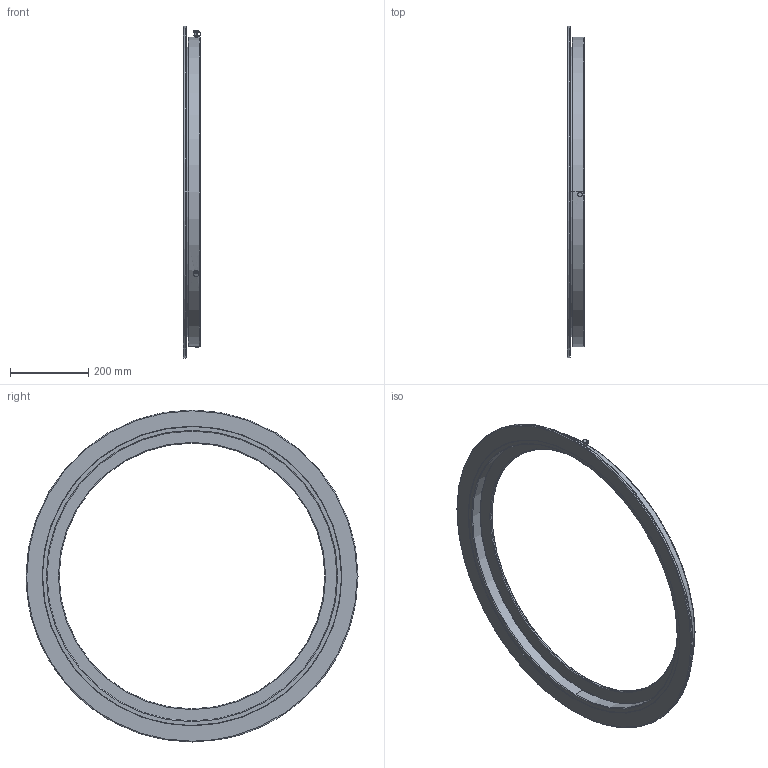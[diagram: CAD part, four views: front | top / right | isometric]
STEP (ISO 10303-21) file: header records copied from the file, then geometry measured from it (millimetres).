
FILE_DESCRIPTION (( 'STEP AP214' ), '1' );
FILE_NAME ('0014577_850-L.step', '2017-11-03T10:41:54', ( '' ), ( '' ), 'SwSTEP 2.0', 'SolidWorks 2016', '' );
FILE_SCHEMA (( 'AUTOMOTIVE_DESIGN' ));
Length unit declared in the file: inch
Products named in the file (1): 0014577_850-L
Bounding box: 45.08 x 850 x 850 mm (x, y, z)
Surface area: 645733.6 mm2 (no closed solid volume)
Topology: 0 solids, 14 shells, 112 faces, 384 edges, 284 vertices
Faces by surface type: plane 37, cylinder 33, torus 30, cone 8, bspline 4
Entity records: 10269 total; most frequent: CARTESIAN_POINT 5595, DIRECTION 657, ORIENTED_EDGE 601, EDGE_CURVE 384, VERTEX_POINT 284, AXIS2_PLACEMENT_3D 277, CIRCLE 168, EDGE_LOOP 132
